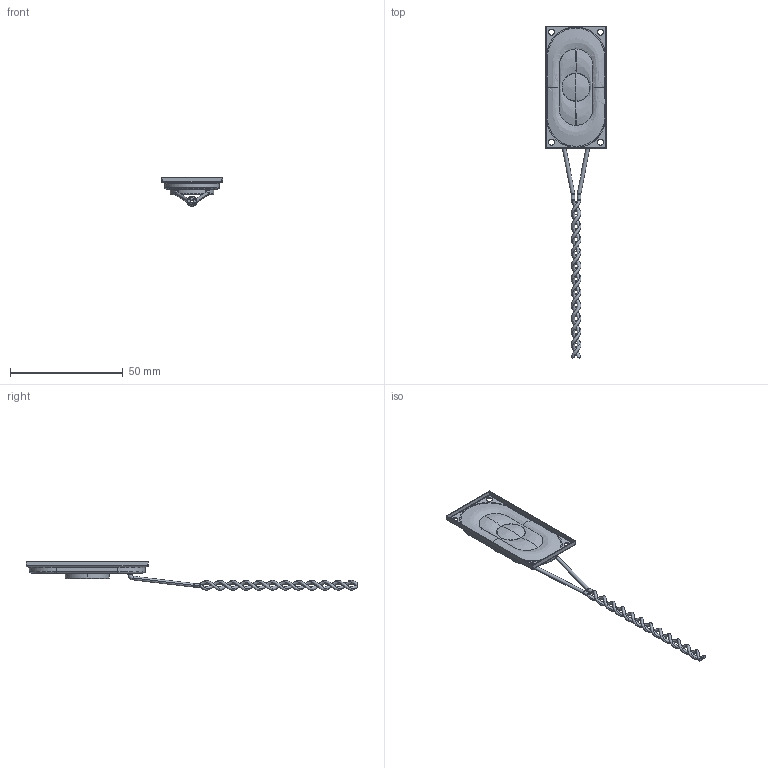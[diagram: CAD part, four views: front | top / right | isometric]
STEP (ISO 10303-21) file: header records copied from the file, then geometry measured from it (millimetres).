
FILE_DESCRIPTION(('FreeCAD Model'),'2;1');
FILE_NAME('Open CASCADE Shape Model','2025-04-30T10:48:10',('FreeCAD'),( 'FreeCAD'),'Open CASCADE STEP processor 7.6','FreeCAD','Unknown');
FILE_SCHEMA(('AUTOMOTIVE_DESIGN { 1 0 10303 214 1 1 1 1 }'));
Length unit declared in the file: millimetre
Products named in the file (1): Open CASCADE STEP translator 7.6 1
Bounding box: 27.19 x 147.47 x 12.64 mm (x, y, z)
Volume: 1225.3 mm3; surface area: 9396.9 mm2
Topology: 2 solids, 3 shells, 263 faces, 672 edges, 422 vertices
Faces by surface type: bspline 263
Entity records: 27189 total; most frequent: CARTESIAN_POINT 23248, ORIENTED_EDGE 1328, EDGE_CURVE 664, B_SPLINE_CURVE_WITH_KNOTS 504, VERTEX_POINT 422, FACE_BOUND 288, EDGE_LOOP 288, ADVANCED_FACE 263
